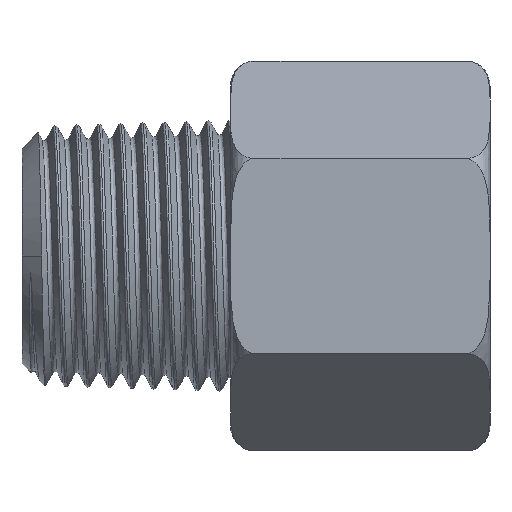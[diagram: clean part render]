
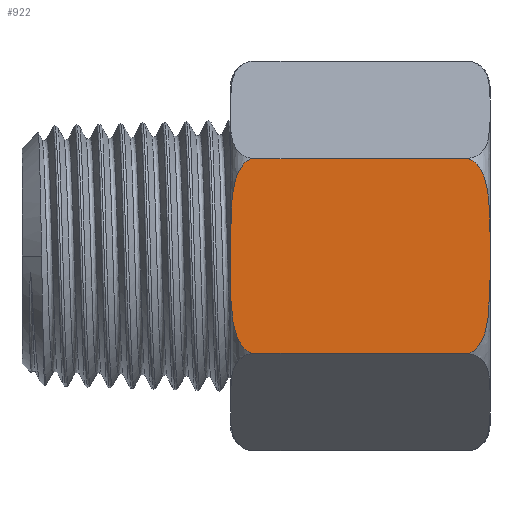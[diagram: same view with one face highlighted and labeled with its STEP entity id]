
A CAD part, front view. The second image highlights one B-rep face of the part: STEP entity #922.
In plain terms, the highlighted face is planar.
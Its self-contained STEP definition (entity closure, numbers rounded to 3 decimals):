
#39=PLANE('',#988);
#54=LINE('',#17262,#94);
#55=LINE('',#17264,#95);
#56=LINE('',#17265,#96);
#57=LINE('',#17266,#97);
#94=VECTOR('',#1100,1.);
#95=VECTOR('',#1103,1.);
#96=VECTOR('',#1104,1.);
#97=VECTOR('',#1105,1.);
#196=FACE_OUTER_BOUND('',#250,.T.);
#250=EDGE_LOOP('',(#698,#699,#700,#701,#702,#703,#704,#705));
#308=B_SPLINE_CURVE_WITH_KNOTS('',3,(#16925,#16926,#16927,#16928,#16929,
#16930,#16931,#16932,#16933,#16934,#16935,#16936,#16937,#16938,#16939,#16940,
#16941,#16942),.UNSPECIFIED.,.F.,.F.,(4,2,2,2,2,2,2,2,4),(6.322,
6.386,6.586,6.869,7.153,7.628,
8.103,9.564,11.024),.UNSPECIFIED.);
#318=B_SPLINE_CURVE_WITH_KNOTS('',3,(#17136,#17137,#17138,#17139,#17140,
#17141,#17142,#17143,#17144,#17145,#17146,#17147,#17148,#17149,#17150,#17151,
#17152,#17153),.UNSPECIFIED.,.F.,.F.,(4,2,2,2,2,2,2,2,4),(6.322,
6.386,6.586,6.869,7.153,7.628,
8.103,9.564,11.024),.UNSPECIFIED.);
#320=B_SPLINE_CURVE_WITH_KNOTS('',3,(#17177,#17178,#17179,#17180,#17181,
#17182,#17183,#17184,#17185,#17186,#17187,#17188,#17189,#17190,#17191,#17192,
#17193,#17194),.UNSPECIFIED.,.F.,.F.,(4,2,2,2,2,2,2,2,4),(13.722,
15.183,16.644,17.119,17.594,17.877,
18.16,18.36,18.425),.UNSPECIFIED.);
#322=B_SPLINE_CURVE_WITH_KNOTS('',3,(#17218,#17219,#17220,#17221,#17222,
#17223,#17224,#17225,#17226,#17227,#17228,#17229,#17230,#17231,#17232,#17233,
#17234,#17235),.UNSPECIFIED.,.F.,.F.,(4,2,2,2,2,2,2,2,4),(13.722,
15.183,16.644,17.119,17.594,17.877,
18.16,18.36,18.425),.UNSPECIFIED.);
#392=VERTEX_POINT('',#16923);
#393=VERTEX_POINT('',#16924);
#407=VERTEX_POINT('',#17134);
#408=VERTEX_POINT('',#17135);
#410=VERTEX_POINT('',#17175);
#411=VERTEX_POINT('',#17176);
#413=VERTEX_POINT('',#17216);
#414=VERTEX_POINT('',#17217);
#496=EDGE_CURVE('',#392,#393,#308,.T.);
#511=EDGE_CURVE('',#407,#408,#318,.T.);
#514=EDGE_CURVE('',#410,#411,#320,.T.);
#517=EDGE_CURVE('',#413,#414,#322,.T.);
#525=EDGE_CURVE('',#393,#410,#54,.T.);
#526=EDGE_CURVE('',#392,#414,#55,.T.);
#527=EDGE_CURVE('',#408,#413,#56,.T.);
#528=EDGE_CURVE('',#411,#407,#57,.T.);
#698=ORIENTED_EDGE('',*,*,#514,.F.);
#699=ORIENTED_EDGE('',*,*,#525,.F.);
#700=ORIENTED_EDGE('',*,*,#496,.F.);
#701=ORIENTED_EDGE('',*,*,#526,.T.);
#702=ORIENTED_EDGE('',*,*,#517,.F.);
#703=ORIENTED_EDGE('',*,*,#527,.F.);
#704=ORIENTED_EDGE('',*,*,#511,.F.);
#705=ORIENTED_EDGE('',*,*,#528,.F.);
#922=ADVANCED_FACE('',(#196),#39,.T.);
#988=AXIS2_PLACEMENT_3D('',#17263,#1101,#1102);
#1100=DIRECTION('',(0.,1.,0.));
#1101=DIRECTION('center_axis',(0.,0.,1.));
#1102=DIRECTION('ref_axis',(0.,-1.,0.));
#1103=DIRECTION('',(1.,0.,0.));
#1104=DIRECTION('',(0.,-1.,0.));
#1105=DIRECTION('',(1.,0.,0.));
#16923=CARTESIAN_POINT('',(14.084,-5.947,10.3));
#16924=CARTESIAN_POINT('',(12.724,-1.439,10.3));
#16925=CARTESIAN_POINT('Ctrl Pts',(14.084,-5.947,10.3));
#16926=CARTESIAN_POINT('Ctrl Pts',(14.061,-5.942,10.3));
#16927=CARTESIAN_POINT('Ctrl Pts',(14.038,-5.937,10.3));
#16928=CARTESIAN_POINT('Ctrl Pts',(13.946,-5.911,10.3));
#16929=CARTESIAN_POINT('Ctrl Pts',(13.879,-5.882,10.3));
#16930=CARTESIAN_POINT('Ctrl Pts',(13.739,-5.803,10.3));
#16931=CARTESIAN_POINT('Ctrl Pts',(13.658,-5.74,10.3));
#16932=CARTESIAN_POINT('Ctrl Pts',(13.511,-5.597,10.3));
#16933=CARTESIAN_POINT('Ctrl Pts',(13.446,-5.516,10.3));
#16934=CARTESIAN_POINT('Ctrl Pts',(13.301,-5.309,10.3));
#16935=CARTESIAN_POINT('Ctrl Pts',(13.219,-5.156,10.3));
#16936=CARTESIAN_POINT('Ctrl Pts',(13.083,-4.838,10.3));
#16937=CARTESIAN_POINT('Ctrl Pts',(13.029,-4.673,10.3));
#16938=CARTESIAN_POINT('Ctrl Pts',(12.858,-4.051,10.3));
#16939=CARTESIAN_POINT('Ctrl Pts',(12.793,-3.524,10.3));
#16940=CARTESIAN_POINT('Ctrl Pts',(12.727,-2.461,10.3));
#16941=CARTESIAN_POINT('Ctrl Pts',(12.724,-1.926,10.3));
#16942=CARTESIAN_POINT('Ctrl Pts',(12.724,-1.439,10.3));
#17134=CARTESIAN_POINT('',(27.186,5.947,10.3));
#17135=CARTESIAN_POINT('',(28.546,1.439,10.3));
#17136=CARTESIAN_POINT('Ctrl Pts',(27.186,5.947,10.3));
#17137=CARTESIAN_POINT('Ctrl Pts',(27.209,5.942,10.3));
#17138=CARTESIAN_POINT('Ctrl Pts',(27.232,5.937,10.3));
#17139=CARTESIAN_POINT('Ctrl Pts',(27.324,5.911,10.3));
#17140=CARTESIAN_POINT('Ctrl Pts',(27.391,5.882,10.3));
#17141=CARTESIAN_POINT('Ctrl Pts',(27.531,5.803,10.3));
#17142=CARTESIAN_POINT('Ctrl Pts',(27.612,5.74,10.3));
#17143=CARTESIAN_POINT('Ctrl Pts',(27.759,5.597,10.3));
#17144=CARTESIAN_POINT('Ctrl Pts',(27.824,5.516,10.3));
#17145=CARTESIAN_POINT('Ctrl Pts',(27.969,5.309,10.3));
#17146=CARTESIAN_POINT('Ctrl Pts',(28.051,5.156,10.3));
#17147=CARTESIAN_POINT('Ctrl Pts',(28.187,4.838,10.3));
#17148=CARTESIAN_POINT('Ctrl Pts',(28.241,4.673,10.3));
#17149=CARTESIAN_POINT('Ctrl Pts',(28.412,4.051,10.3));
#17150=CARTESIAN_POINT('Ctrl Pts',(28.477,3.524,10.3));
#17151=CARTESIAN_POINT('Ctrl Pts',(28.543,2.461,10.3));
#17152=CARTESIAN_POINT('Ctrl Pts',(28.546,1.926,10.3));
#17153=CARTESIAN_POINT('Ctrl Pts',(28.546,1.439,10.3));
#17175=CARTESIAN_POINT('',(12.724,1.439,10.3));
#17176=CARTESIAN_POINT('',(14.084,5.947,10.3));
#17177=CARTESIAN_POINT('Ctrl Pts',(12.724,1.439,10.3));
#17178=CARTESIAN_POINT('Ctrl Pts',(12.724,1.926,10.3));
#17179=CARTESIAN_POINT('Ctrl Pts',(12.727,2.461,10.3));
#17180=CARTESIAN_POINT('Ctrl Pts',(12.793,3.524,10.3));
#17181=CARTESIAN_POINT('Ctrl Pts',(12.858,4.051,10.3));
#17182=CARTESIAN_POINT('Ctrl Pts',(13.029,4.673,10.3));
#17183=CARTESIAN_POINT('Ctrl Pts',(13.083,4.838,10.3));
#17184=CARTESIAN_POINT('Ctrl Pts',(13.219,5.156,10.3));
#17185=CARTESIAN_POINT('Ctrl Pts',(13.301,5.309,10.3));
#17186=CARTESIAN_POINT('Ctrl Pts',(13.446,5.516,10.3));
#17187=CARTESIAN_POINT('Ctrl Pts',(13.511,5.597,10.3));
#17188=CARTESIAN_POINT('Ctrl Pts',(13.658,5.74,10.3));
#17189=CARTESIAN_POINT('Ctrl Pts',(13.739,5.803,10.3));
#17190=CARTESIAN_POINT('Ctrl Pts',(13.879,5.882,10.3));
#17191=CARTESIAN_POINT('Ctrl Pts',(13.946,5.911,10.3));
#17192=CARTESIAN_POINT('Ctrl Pts',(14.038,5.937,10.3));
#17193=CARTESIAN_POINT('Ctrl Pts',(14.061,5.942,10.3));
#17194=CARTESIAN_POINT('Ctrl Pts',(14.084,5.947,10.3));
#17216=CARTESIAN_POINT('',(28.546,-1.439,10.3));
#17217=CARTESIAN_POINT('',(27.186,-5.947,10.3));
#17218=CARTESIAN_POINT('Ctrl Pts',(28.546,-1.439,10.3));
#17219=CARTESIAN_POINT('Ctrl Pts',(28.546,-1.926,10.3));
#17220=CARTESIAN_POINT('Ctrl Pts',(28.543,-2.461,10.3));
#17221=CARTESIAN_POINT('Ctrl Pts',(28.477,-3.524,10.3));
#17222=CARTESIAN_POINT('Ctrl Pts',(28.412,-4.051,10.3));
#17223=CARTESIAN_POINT('Ctrl Pts',(28.241,-4.673,10.3));
#17224=CARTESIAN_POINT('Ctrl Pts',(28.187,-4.838,10.3));
#17225=CARTESIAN_POINT('Ctrl Pts',(28.051,-5.156,10.3));
#17226=CARTESIAN_POINT('Ctrl Pts',(27.969,-5.309,10.3));
#17227=CARTESIAN_POINT('Ctrl Pts',(27.824,-5.516,10.3));
#17228=CARTESIAN_POINT('Ctrl Pts',(27.759,-5.597,10.3));
#17229=CARTESIAN_POINT('Ctrl Pts',(27.612,-5.74,10.3));
#17230=CARTESIAN_POINT('Ctrl Pts',(27.531,-5.803,10.3));
#17231=CARTESIAN_POINT('Ctrl Pts',(27.391,-5.882,10.3));
#17232=CARTESIAN_POINT('Ctrl Pts',(27.324,-5.911,10.3));
#17233=CARTESIAN_POINT('Ctrl Pts',(27.232,-5.937,10.3));
#17234=CARTESIAN_POINT('Ctrl Pts',(27.209,-5.942,10.3));
#17235=CARTESIAN_POINT('Ctrl Pts',(27.186,-5.947,10.3));
#17262=CARTESIAN_POINT('',(12.724,12.597,10.3));
#17263=CARTESIAN_POINT('Origin',(9.868,5.947,10.3));
#17264=CARTESIAN_POINT('',(9.868,-5.947,10.3));
#17265=CARTESIAN_POINT('',(28.546,12.597,10.3));
#17266=CARTESIAN_POINT('',(9.868,5.947,10.3));
